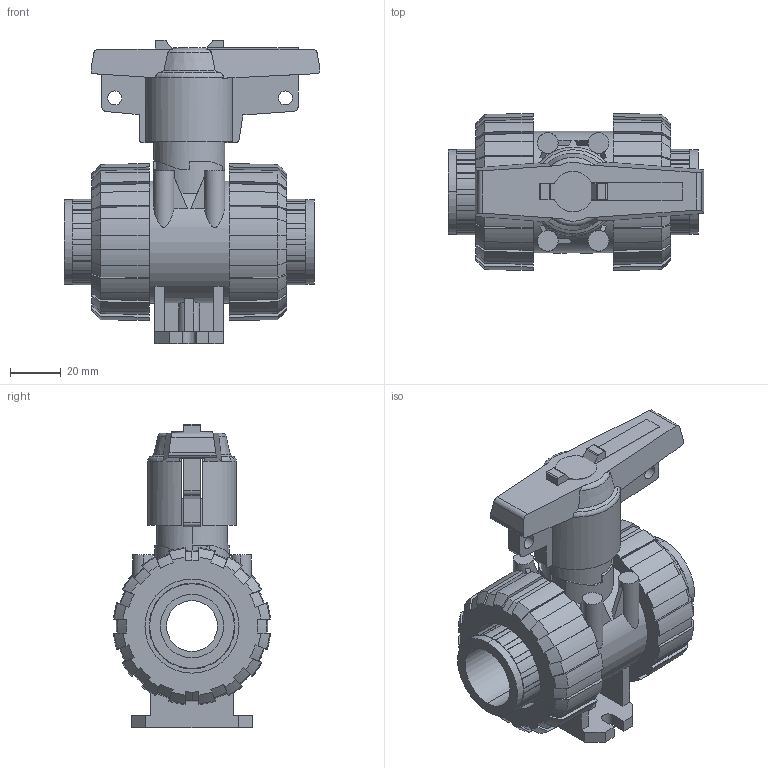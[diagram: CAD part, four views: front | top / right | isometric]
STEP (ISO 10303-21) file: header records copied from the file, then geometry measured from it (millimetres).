
FILE_DESCRIPTION(('STEP AP214'),'1');
FILE_NAME('cctmp_5CDEA20C-5A8E-47DF-A779-20ADE2D47F1C_2018_12_7_12_47_52_83..stp','2018-12-07T11:47:52',('Praher Valves GmbH'),('CADClick - www.CADClick.com'),'Spatial InterOp 3D',' ','unknown authorization');
FILE_SCHEMA(('AUTOMOTIVE_DESIGN'));
Length unit declared in the file: millimetre
Products named in the file (8): 128821
Assembly tree (7 placements, depth 2):
  (unnamed)
    128821
    128821
    128821
    128821
    128821
    128821
    128821
Bounding box: 100.75 x 61.76 x 119.43 mm (x, y, z)
Volume: 237942.8 mm3; surface area: 78675.4 mm2
Topology: 7 solids, 7 shells, 570 faces, 1624 edges, 1082 vertices
Faces by surface type: plane 284, cone 148, cylinder 130, torus 8
Entity records: 23840 total; most frequent: CARTESIAN_POINT 4533, ORIENTED_EDGE 3248, DIRECTION 3006, EDGE_CURVE 1624, AXIS2_PLACEMENT_3D 1124, VERTEX_POINT 1082, LINE 758, VECTOR 758
